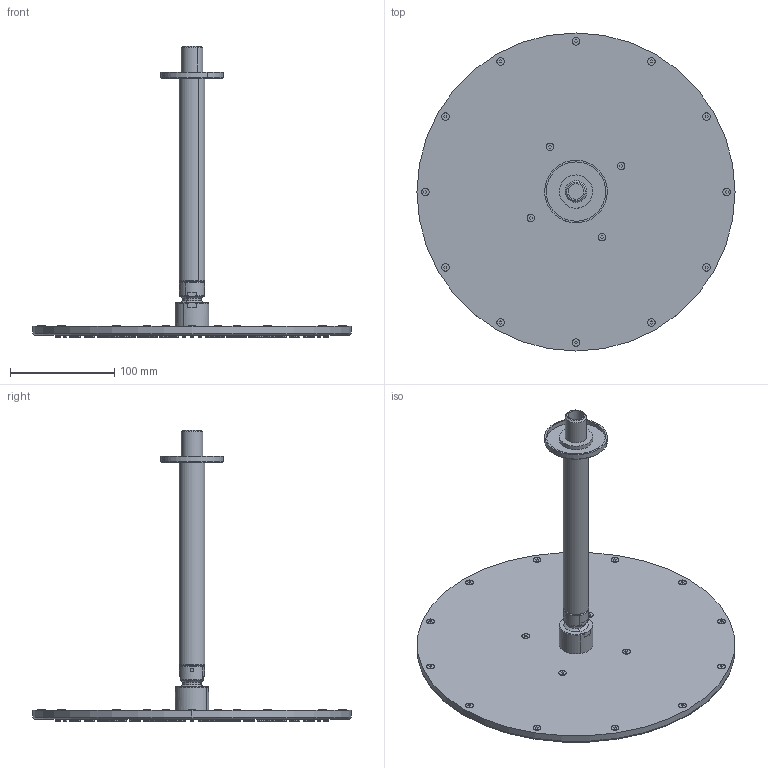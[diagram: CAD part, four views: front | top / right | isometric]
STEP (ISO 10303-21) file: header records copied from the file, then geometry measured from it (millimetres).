
FILE_DESCRIPTION(('CATIA V5 STEP Exchange'),'2;1');
FILE_NAME('1999_23_LAT_TET-Assembly.stp','2024-08-07T20:59:52+00:00',('none'),('none'),'CATIA Version 5 Release 21 GA (IN-10)','CATIA V5 STEP AP203','none');
FILE_SCHEMA(('CONFIG_CONTROL_DESIGN'));
Length unit declared in the file: millimetre
Products named in the file (1): Product1
Assembly tree (2 placements, depth 2):
  Product1
    #58
    #651
Bounding box: 305 x 305 x 279.8 mm (x, y, z)
Volume: 757001.9 mm3; surface area: 194150.4 mm2
Topology: 218 solids, 218 shells, 2164 faces, 3968 edges, 2496 vertices
Faces by surface type: plane 796, cylinder 486, cone 442, torus 440
Entity records: 44326 total; most frequent: ORIENTED_EDGE 7936, CARTESIAN_POINT 7377, DIRECTION 5534, EDGE_CURVE 3968, AXIS2_PLACEMENT_3D 3519, CIRCLE 2732, VERTEX_POINT 2496, EDGE_LOOP 2420
